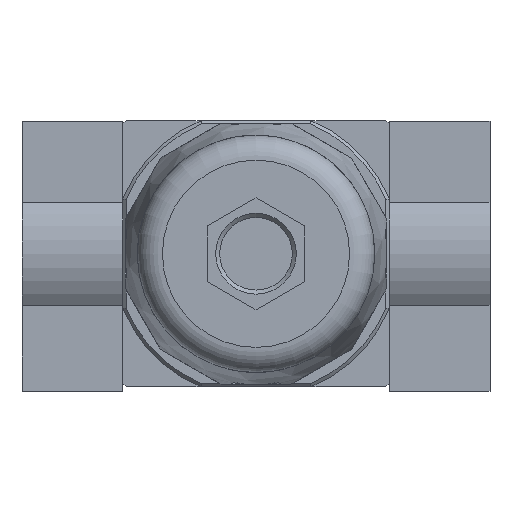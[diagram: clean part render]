
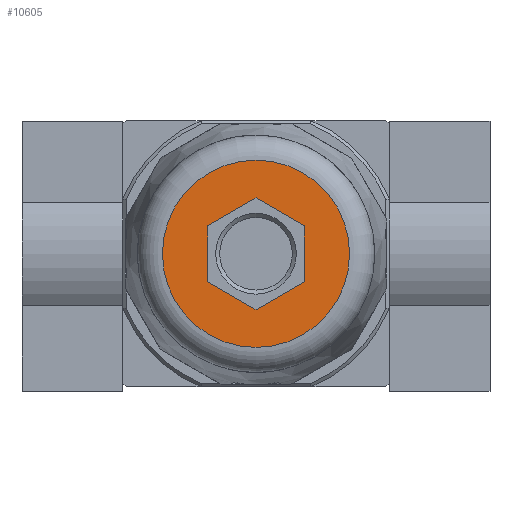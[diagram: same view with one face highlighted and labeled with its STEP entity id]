
A CAD part, front view. The second image highlights one B-rep face of the part: STEP entity #10605.
In plain terms, the highlighted planar face has unit normal (0, -1, 0).
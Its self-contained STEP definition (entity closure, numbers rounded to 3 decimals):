
#558=LINE('',#16203,#1128);
#559=LINE('',#16206,#1129);
#560=LINE('',#16208,#1130);
#561=LINE('',#16210,#1131);
#562=LINE('',#16212,#1132);
#563=LINE('',#16214,#1133);
#1128=VECTOR('',#13122,1000.);
#1129=VECTOR('',#13123,1000.);
#1130=VECTOR('',#13124,1000.);
#1131=VECTOR('',#13125,1000.);
#1132=VECTOR('',#13126,1000.);
#1133=VECTOR('',#13127,1000.);
#1500=PLANE('',#11369);
#1870=CIRCLE('',#11370,23.2);
#3349=ORIENTED_EDGE('',*,*,#5134,.T.);
#3350=ORIENTED_EDGE('',*,*,#5135,.T.);
#3351=ORIENTED_EDGE('',*,*,#5136,.T.);
#3352=ORIENTED_EDGE('',*,*,#5137,.T.);
#3353=ORIENTED_EDGE('',*,*,#5138,.T.);
#3354=ORIENTED_EDGE('',*,*,#5139,.T.);
#3355=ORIENTED_EDGE('',*,*,#5140,.T.);
#5134=EDGE_CURVE('',#6086,#6086,#1870,.T.);
#5135=EDGE_CURVE('',#6087,#6088,#558,.T.);
#5136=EDGE_CURVE('',#6088,#6089,#559,.T.);
#5137=EDGE_CURVE('',#6089,#6090,#560,.T.);
#5138=EDGE_CURVE('',#6090,#6091,#561,.T.);
#5139=EDGE_CURVE('',#6091,#6092,#562,.T.);
#5140=EDGE_CURVE('',#6092,#6087,#563,.T.);
#6086=VERTEX_POINT('',#16202);
#6087=VERTEX_POINT('',#16204);
#6088=VERTEX_POINT('',#16205);
#6089=VERTEX_POINT('',#16207);
#6090=VERTEX_POINT('',#16209);
#6091=VERTEX_POINT('',#16211);
#6092=VERTEX_POINT('',#16213);
#6904=EDGE_LOOP('',(#3349));
#6905=EDGE_LOOP('',(#3350,#3351,#3352,#3353,#3354,#3355));
#7550=FACE_BOUND('',#6904,.T.);
#7551=FACE_BOUND('',#6905,.T.);
#10605=ADVANCED_FACE('',(#7550,#7551),#1500,.T.);
#11369=AXIS2_PLACEMENT_3D('',#16200,#13118,#13119);
#11370=AXIS2_PLACEMENT_3D('',#16201,#13120,#13121);
#13118=DIRECTION('',(0.,-1.,0.));
#13119=DIRECTION('',(0.,0.,-1.));
#13120=DIRECTION('',(0.,-1.,0.));
#13121=DIRECTION('',(0.,0.,-1.));
#13122=DIRECTION('',(0.,0.,1.));
#13123=DIRECTION('',(0.866,0.,0.5));
#13124=DIRECTION('',(0.866,0.,-0.5));
#13125=DIRECTION('',(0.,0.,-1.));
#13126=DIRECTION('',(-0.866,0.,-0.5));
#13127=DIRECTION('',(-0.866,0.,0.5));
#16200=CARTESIAN_POINT('',(14.4,-165.,0.));
#16201=CARTESIAN_POINT('',(0.,-165.,0.));
#16202=CARTESIAN_POINT('',(0.,-165.,-23.2));
#16203=CARTESIAN_POINT('',(-12.,-165.,-6.928));
#16204=CARTESIAN_POINT('',(-12.,-165.,-6.928));
#16205=CARTESIAN_POINT('',(-12.,-165.,6.928));
#16206=CARTESIAN_POINT('',(-12.,-165.,6.928));
#16207=CARTESIAN_POINT('',(0.,-165.,13.856));
#16208=CARTESIAN_POINT('',(0.,-165.,13.856));
#16209=CARTESIAN_POINT('',(12.,-165.,6.928));
#16210=CARTESIAN_POINT('',(12.,-165.,6.928));
#16211=CARTESIAN_POINT('',(12.,-165.,-6.928));
#16212=CARTESIAN_POINT('',(12.,-165.,-6.928));
#16213=CARTESIAN_POINT('',(0.,-165.,-13.856));
#16214=CARTESIAN_POINT('',(0.,-165.,-13.856));
